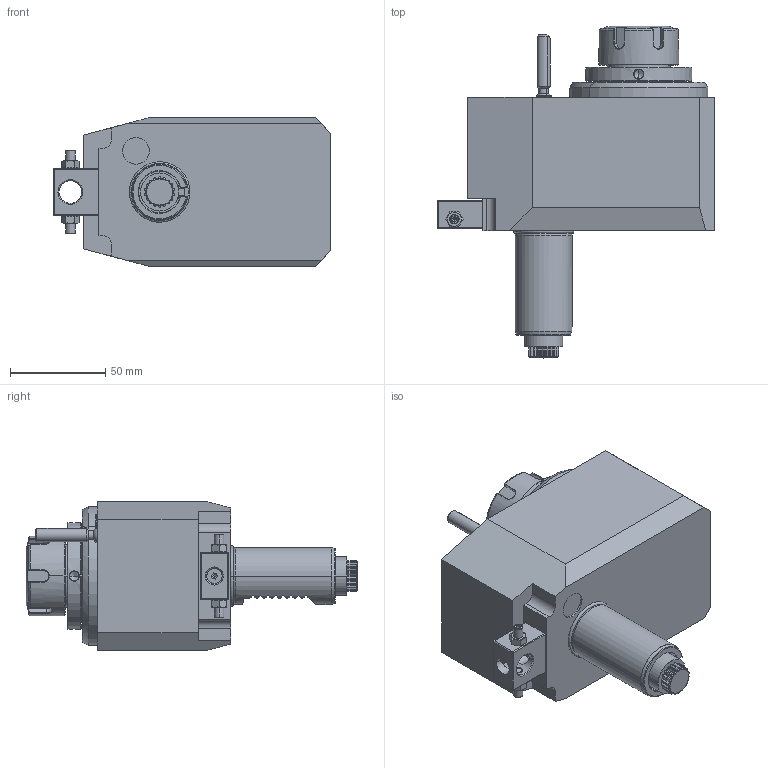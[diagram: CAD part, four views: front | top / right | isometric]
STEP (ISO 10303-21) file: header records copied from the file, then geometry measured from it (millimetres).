
FILE_DESCRIPTION((''),'2;1');
FILE_NAME('NGT1_30_331_25_1_1_50_2_1','2020-01-24T',('vali'),('NOVA GRUP'),'PRO/ENGINEER BY PARAMETRIC TECHNOLOGY CORPORATION, 2010280','PRO/ENGINEER BY PARAMETRIC TECHNOLOGY CORPORATION, 2010280','');
FILE_SCHEMA(('CONFIG_CONTROL_DESIGN'));
Length unit declared in the file: millimetre
Products named in the file (1): NGT1_30_331_25_1_1_50_2_1
Bounding box: 146 x 174.6 x 78 mm (x, y, z)
Volume: 793062.9 mm3; surface area: 67874 mm2
Topology: 1 solids, 1 shells, 483 faces, 1248 edges, 772 vertices
Faces by surface type: plane 168, cylinder 167, cone 75, bspline 54, torus 17, sphere 2
Entity records: 20570 total; most frequent: CARTESIAN_POINT 9570, ORIENTED_EDGE 2456, DIRECTION 2001, EDGE_CURVE 1228, VERTEX_POINT 772, AXIS2_PLACEMENT_3D 722, VECTOR 557, LINE 557
